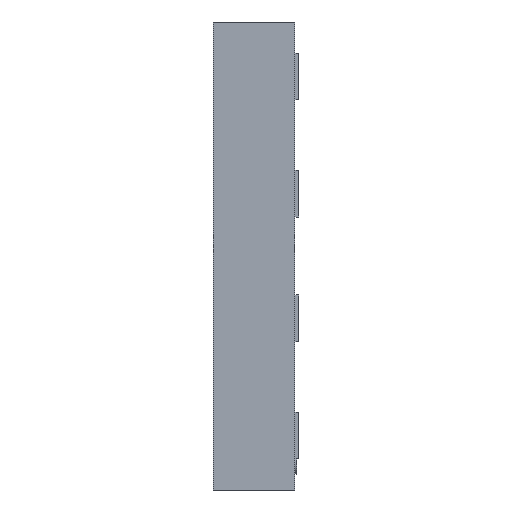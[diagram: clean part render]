
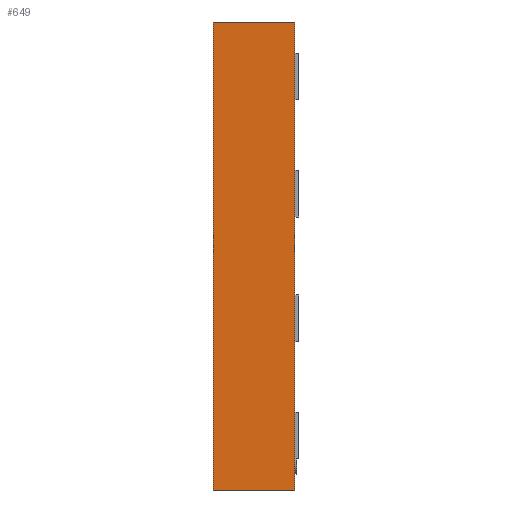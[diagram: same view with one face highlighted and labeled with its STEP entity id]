
A CAD part, left-side view. The second image highlights one B-rep face of the part: STEP entity #649.
In plain terms, the highlighted planar face has unit normal (-1, 0, 0).
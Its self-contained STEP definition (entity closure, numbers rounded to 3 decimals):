
#73 = VERTEX_POINT ( 'NONE', #1457 ) ;
#165 = EDGE_CURVE ( 'NONE', #1519, #291, #601, .T. ) ;
#228 = ORIENTED_EDGE ( 'NONE', *, *, #165, .F. ) ;
#274 = LINE ( 'NONE', #904, #2644 ) ;
#291 = VERTEX_POINT ( 'NONE', #2171 ) ;
#320 = CARTESIAN_POINT ( 'NONE',  ( -4., 0.05, -3. ) ) ;
#365 = CARTESIAN_POINT ( 'NONE',  ( -4., 1.1, 3. ) ) ;
#392 = VERTEX_POINT ( 'NONE', #320 ) ;
#456 = DIRECTION ( 'NONE',  ( 0., 0., 1. ) ) ;
#464 = DIRECTION ( 'NONE',  ( 1., 0., 0. ) ) ;
#482 = DIRECTION ( 'NONE',  ( 0., 0., 1. ) ) ;
#545 = VECTOR ( 'NONE', #1662, 1000. ) ;
#601 = LINE ( 'NONE', #2588, #1780 ) ;
#649 = ADVANCED_FACE ( 'NONE', ( #676 ), #1043, .F. ) ;
#676 = FACE_OUTER_BOUND ( 'NONE', #2716, .T. ) ;
#688 = DIRECTION ( 'NONE',  ( 0., 0., -1. ) ) ;
#707 = CARTESIAN_POINT ( 'NONE',  ( -4., 1.1, -3. ) ) ;
#769 = LINE ( 'NONE', #1676, #545 ) ;
#904 = CARTESIAN_POINT ( 'NONE',  ( -4., 0.05, -3. ) ) ;
#938 = ORIENTED_EDGE ( 'NONE', *, *, #1862, .T. ) ;
#1039 = EDGE_CURVE ( 'NONE', #392, #291, #274, .T. ) ;
#1043 = PLANE ( 'NONE',  #2414 ) ;
#1095 = EDGE_CURVE ( 'NONE', #73, #1519, #2722, .T. ) ;
#1266 = VECTOR ( 'NONE', #482, 1000. ) ;
#1274 = CARTESIAN_POINT ( 'NONE',  ( -4., 1.1, -3. ) ) ;
#1328 = ORIENTED_EDGE ( 'NONE', *, *, #1095, .F. ) ;
#1457 = CARTESIAN_POINT ( 'NONE',  ( -4., 1.1, -3. ) ) ;
#1519 = VERTEX_POINT ( 'NONE', #365 ) ;
#1662 = DIRECTION ( 'NONE',  ( 0., -1., 0. ) ) ;
#1676 = CARTESIAN_POINT ( 'NONE',  ( -4., 1.1, -3. ) ) ;
#1780 = VECTOR ( 'NONE', #2605, 1000. ) ;
#1862 = EDGE_CURVE ( 'NONE', #73, #392, #769, .T. ) ;
#2171 = CARTESIAN_POINT ( 'NONE',  ( -4., 0.05, 3. ) ) ;
#2414 = AXIS2_PLACEMENT_3D ( 'NONE', #1274, #464, #688 ) ;
#2588 = CARTESIAN_POINT ( 'NONE',  ( -4., 1.1, 3. ) ) ;
#2605 = DIRECTION ( 'NONE',  ( 0., -1., 0. ) ) ;
#2644 = VECTOR ( 'NONE', #456, 1000. ) ;
#2673 = ORIENTED_EDGE ( 'NONE', *, *, #1039, .T. ) ;
#2716 = EDGE_LOOP ( 'NONE', ( #2673, #228, #1328, #938 ) ) ;
#2722 = LINE ( 'NONE', #707, #1266 ) ;
